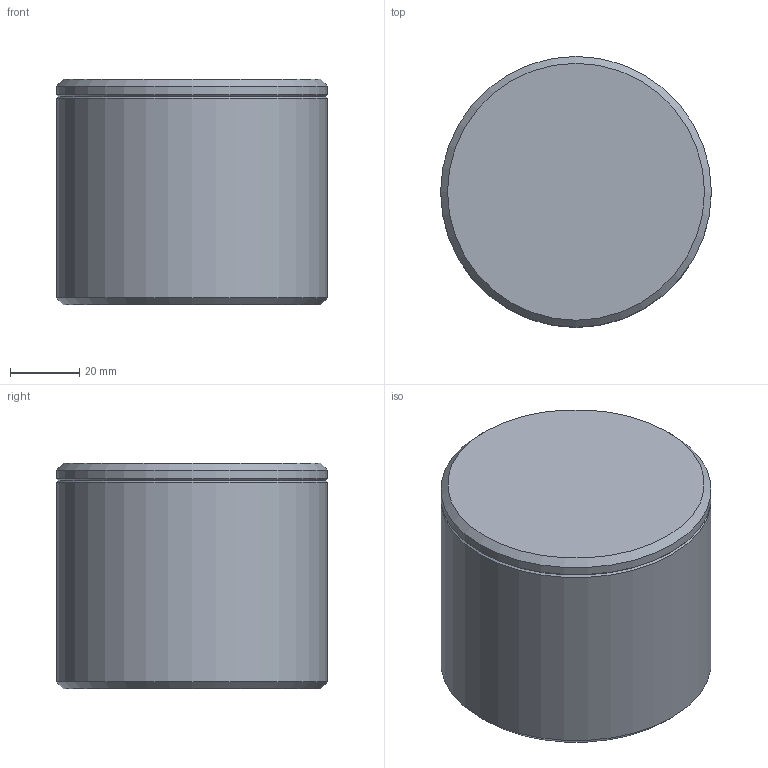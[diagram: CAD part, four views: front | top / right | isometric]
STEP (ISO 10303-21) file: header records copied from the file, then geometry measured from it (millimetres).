
FILE_DESCRIPTION(/* description */ ('STEP AP242','CAx-IF Rec.Pracs.---Representation and Presentation of Product Manufacturing Information (PMI)---4.0---2014-10-13','CAx-IF Rec.Pracs.---3D Tessellated Geometry---0.4---2014-09-14','2;1'),/* implementation_level */ '2;1');
FILE_NAME(/* name */ '66bc82b6b8966e6293476ac3',/* time_stamp */ '2024-08-14T10:11:03Z',/* author */ (''),/* organization */ (''),/* preprocessor_version */ 'ST-DEVELOPER v20',/* originating_system */ ' ',/* authorisation */ ' ');
FILE_SCHEMA (('AP242_MANAGED_MODEL_BASED_3D_ENGINEERING_MIM_LF { 1 0 10303 442 1 1 4 }'));
Length unit declared in the file: metre
Products named in the file (2): Part 2; Part 1
Bounding box: 78 x 78 x 65 mm (x, y, z)
Volume: 114663 mm3; surface area: 47440.9 mm2
Topology: 2 solids, 2 shells, 19 faces, 29 edges, 17 vertices
Faces by surface type: plane 7, cone 7, cylinder 5
Full cylindrical faces by diameter (mm): 55 x1, 67.2 x1, 68 x1, 78 x2
Entity records: 412 total; most frequent: DIRECTION 76, CARTESIAN_POINT 55, AXIS2_PLACEMENT_3D 38, ORIENTED_EDGE 34, EDGE_LOOP 34, FACE_BOUND 34, ADVANCED_FACE 19, EDGE_CURVE 17
